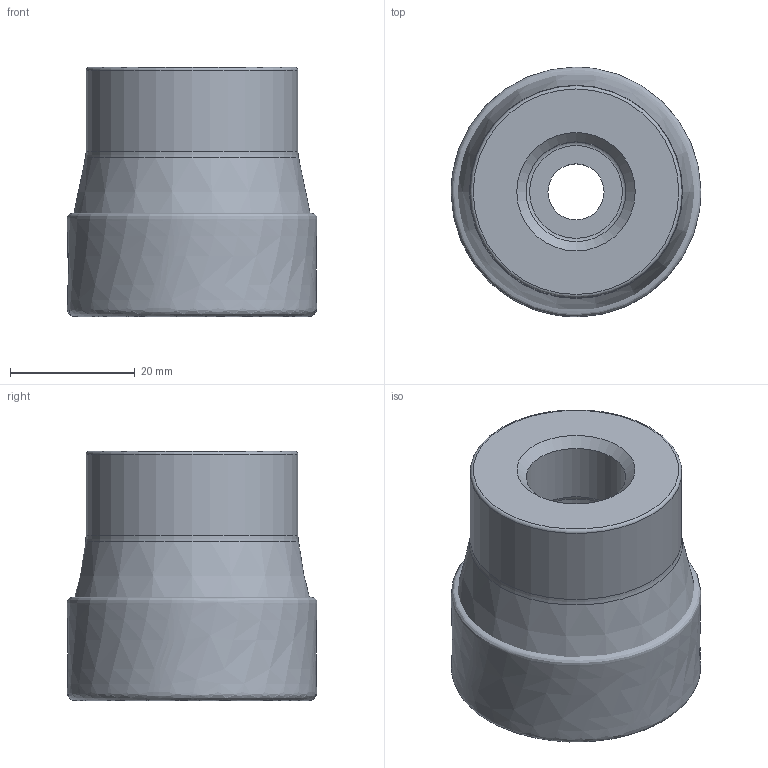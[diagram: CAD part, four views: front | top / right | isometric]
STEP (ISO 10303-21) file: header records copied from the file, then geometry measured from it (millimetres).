
FILE_DESCRIPTION(/* description */ (''),/* implementation_level */ '2;1');
FILE_NAME(/* name */ 'toolassembly_1.stp',/* time_stamp */ '2019-11-12T10:43:22+01:00',/* author */ (''),/* organization */ ('SMS'),/* preprocessor_version */ 'ST-DEVELOPER v16.7',/* originating_system */ 'SIEMENS PLM Software NX 12.0',/* authorisation */ '');
FILE_SCHEMA (('AUTOMOTIVE_DESIGN { 1 0 10303 214 3 1 1 1 }'));
Length unit declared in the file: millimetre
Products named in the file (4): CUT_20191112104214; ASSEMBLY_CONSTRUCTION; NOCUT_20191112104149; TOOLASSEMBLY_1
Assembly tree (3 placements, depth 2):
  TOOLASSEMBLY_1
    NOCUT_20191112104149
    ASSEMBLY_CONSTRUCTION
    CUT_20191112104214
Bounding box: 40.08 x 40.08 x 40 mm (x, y, z)
Volume: 48615.1 mm3; surface area: 12855.3 mm2
Topology: 2 solids, 2 shells, 30 faces, 65 edges, 46 vertices
Faces by surface type: torus 12, cone 8, cylinder 5, plane 4, bspline 1
Full cylindrical faces by diameter (mm): 9 x1, 13.5 x1, 16.009 x1, 16.5 x1, 34 x1
Entity records: 6127 total; most frequent: CARTESIAN_POINT 5431, DIRECTION 138, AXIS2_PLACEMENT_3D 69, FACE_BOUND 59, EDGE_LOOP 58, ORIENTED_EDGE 58, ADVANCED_FACE 30, VERTEX_POINT 30
